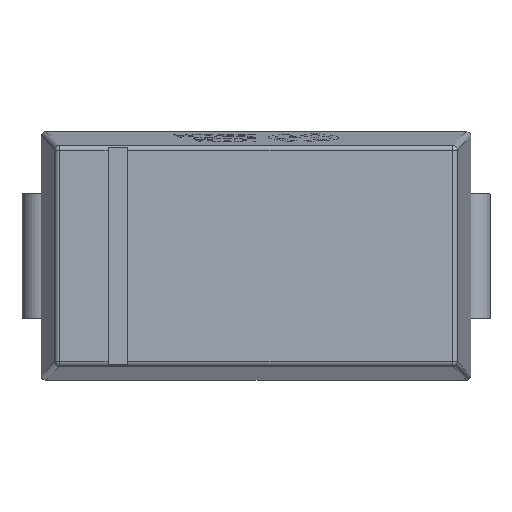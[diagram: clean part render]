
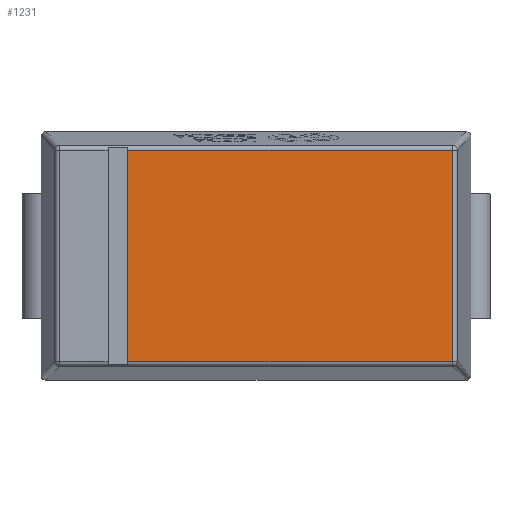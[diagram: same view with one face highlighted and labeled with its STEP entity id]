
A CAD part, top view. The second image highlights one B-rep face of the part: STEP entity #1231.
In plain terms, the highlighted planar face has unit normal (0, 0, 1).
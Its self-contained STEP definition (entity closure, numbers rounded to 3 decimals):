
#1034 = CARTESIAN_POINT ( 'NONE',  ( 2.1, -1.108, 2. ) ) ;
#1231 = ADVANCED_FACE ( 'NONE', ( #12133 ), #14754, .F. ) ;
#1435 = VECTOR ( 'NONE', #12837, 1000. ) ;
#2231 = VERTEX_POINT ( 'NONE', #8980 ) ;
#2346 = DIRECTION ( 'NONE',  ( 0., 1., 0. ) ) ;
#2558 = EDGE_CURVE ( 'NONE', #13369, #6151, #8470, .T. ) ;
#3155 = EDGE_LOOP ( 'NONE', ( #6234, #12240, #10994, #9477 ) ) ;
#3334 = LINE ( 'NONE', #1034, #1435 ) ;
#4558 = EDGE_CURVE ( 'NONE', #5699, #2231, #3334, .T. ) ;
#4731 = VECTOR ( 'NONE', #13147, 1000. ) ;
#4985 = DIRECTION ( 'NONE',  ( 0., 1., 0. ) ) ;
#5098 = VECTOR ( 'NONE', #2346, 1000. ) ;
#5699 = VERTEX_POINT ( 'NONE', #5863 ) ;
#5863 = CARTESIAN_POINT ( 'NONE',  ( -1.344, -1.108, 2. ) ) ;
#5944 = CARTESIAN_POINT ( 'NONE',  ( 2.058, 1.15, 2. ) ) ;
#6151 = VERTEX_POINT ( 'NONE', #9906 ) ;
#6234 = ORIENTED_EDGE ( 'NONE', *, *, #2558, .T. ) ;
#7816 = CARTESIAN_POINT ( 'NONE',  ( 0., 0., 2. ) ) ;
#7978 = DIRECTION ( 'NONE',  ( -1., 0., 0. ) ) ;
#8470 = LINE ( 'NONE', #9854, #4731 ) ;
#8980 = CARTESIAN_POINT ( 'NONE',  ( 2.058, -1.108, 2. ) ) ;
#9477 = ORIENTED_EDGE ( 'NONE', *, *, #13705, .T. ) ;
#9854 = CARTESIAN_POINT ( 'NONE',  ( -2.1, 1.108, 2. ) ) ;
#9906 = CARTESIAN_POINT ( 'NONE',  ( -1.344, 1.108, 2. ) ) ;
#10991 = EDGE_CURVE ( 'NONE', #5699, #6151, #14622, .T. ) ;
#10994 = ORIENTED_EDGE ( 'NONE', *, *, #4558, .T. ) ;
#11765 = VECTOR ( 'NONE', #4985, 1000. ) ;
#12133 = FACE_OUTER_BOUND ( 'NONE', #3155, .T. ) ;
#12240 = ORIENTED_EDGE ( 'NONE', *, *, #10991, .F. ) ;
#12299 = CARTESIAN_POINT ( 'NONE',  ( -1.344, 1.288, 2. ) ) ;
#12328 = LINE ( 'NONE', #5944, #5098 ) ;
#12837 = DIRECTION ( 'NONE',  ( 1., 0., 0. ) ) ;
#13024 = AXIS2_PLACEMENT_3D ( 'NONE', #7816, #14829, #7978 ) ;
#13147 = DIRECTION ( 'NONE',  ( -1., 0., 0. ) ) ;
#13369 = VERTEX_POINT ( 'NONE', #14567 ) ;
#13705 = EDGE_CURVE ( 'NONE', #2231, #13369, #12328, .T. ) ;
#14567 = CARTESIAN_POINT ( 'NONE',  ( 2.058, 1.108, 2. ) ) ;
#14622 = LINE ( 'NONE', #12299, #11765 ) ;
#14754 = PLANE ( 'NONE',  #13024 ) ;
#14829 = DIRECTION ( 'NONE',  ( 0., 0., -1. ) ) ;
